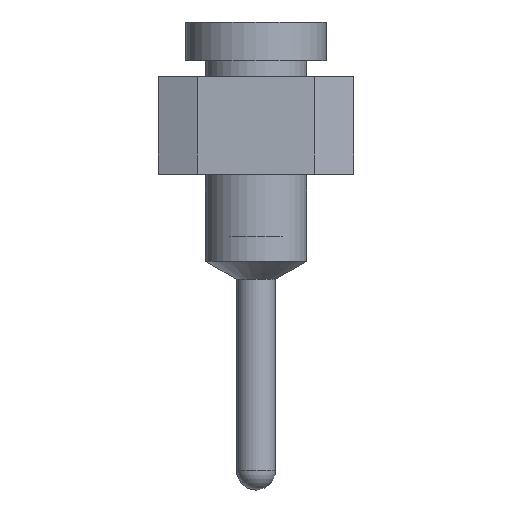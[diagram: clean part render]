
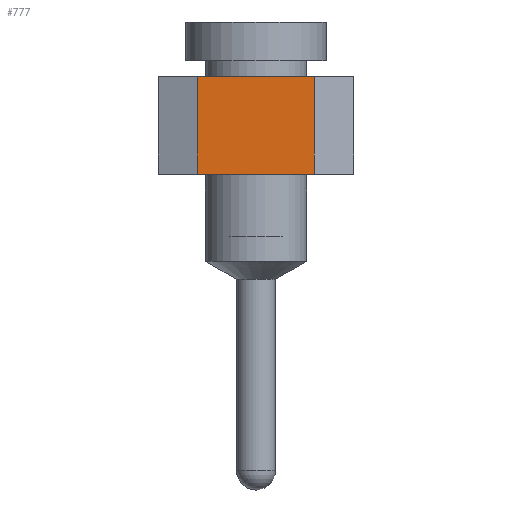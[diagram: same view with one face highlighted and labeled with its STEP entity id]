
A CAD part, left-side view. The second image highlights one B-rep face of the part: STEP entity #777.
In plain terms, the highlighted planar face has unit normal (-1, 0, 0).
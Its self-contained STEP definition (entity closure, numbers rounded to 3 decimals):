
#777 = ADVANCED_FACE('',(#778),#812,.F.);
#778 = FACE_BOUND('',#779,.T.);
#779 = EDGE_LOOP('',(#780,#790,#798,#806));
#780 = ORIENTED_EDGE('',*,*,#781,.T.);
#781 = EDGE_CURVE('',#782,#784,#786,.T.);
#782 = VERTEX_POINT('',#783);
#783 = CARTESIAN_POINT('',(-24.13,0.762,2.57));
#784 = VERTEX_POINT('',#785);
#785 = CARTESIAN_POINT('',(-24.13,0.762,1.3));
#786 = LINE('',#787,#788);
#787 = CARTESIAN_POINT('',(-24.13,0.762,3.84));
#788 = VECTOR('',#789,1.);
#789 = DIRECTION('',(0.,0.,-1.));
#790 = ORIENTED_EDGE('',*,*,#791,.T.);
#791 = EDGE_CURVE('',#784,#792,#794,.T.);
#792 = VERTEX_POINT('',#793);
#793 = CARTESIAN_POINT('',(-24.13,-0.762,1.3));
#794 = LINE('',#795,#796);
#795 = CARTESIAN_POINT('',(-24.13,1.27,1.3));
#796 = VECTOR('',#797,1.);
#797 = DIRECTION('',(0.,-1.,0.));
#798 = ORIENTED_EDGE('',*,*,#799,.F.);
#799 = EDGE_CURVE('',#800,#792,#802,.T.);
#800 = VERTEX_POINT('',#801);
#801 = CARTESIAN_POINT('',(-24.13,-0.762,2.57));
#802 = LINE('',#803,#804);
#803 = CARTESIAN_POINT('',(-24.13,-0.762,3.84));
#804 = VECTOR('',#805,1.);
#805 = DIRECTION('',(0.,0.,-1.));
#806 = ORIENTED_EDGE('',*,*,#807,.F.);
#807 = EDGE_CURVE('',#782,#800,#808,.T.);
#808 = LINE('',#809,#810);
#809 = CARTESIAN_POINT('',(-24.13,1.27,2.57));
#810 = VECTOR('',#811,1.);
#811 = DIRECTION('',(0.,-1.,0.));
#812 = PLANE('',#813);
#813 = AXIS2_PLACEMENT_3D('',#814,#815,#816);
#814 = CARTESIAN_POINT('',(-24.13,1.27,2.57));
#815 = DIRECTION('',(1.,0.,0.));
#816 = DIRECTION('',(0.,1.,0.));
